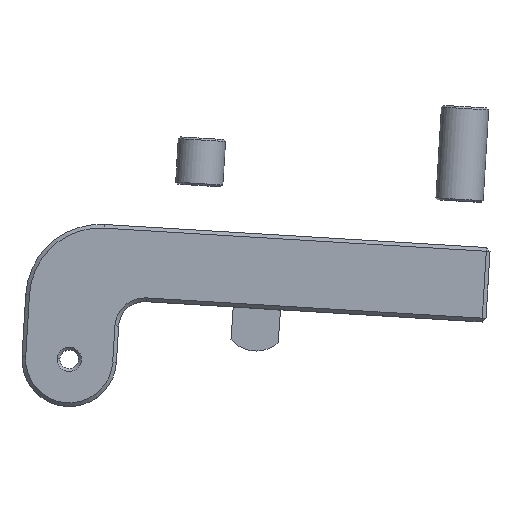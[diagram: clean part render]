
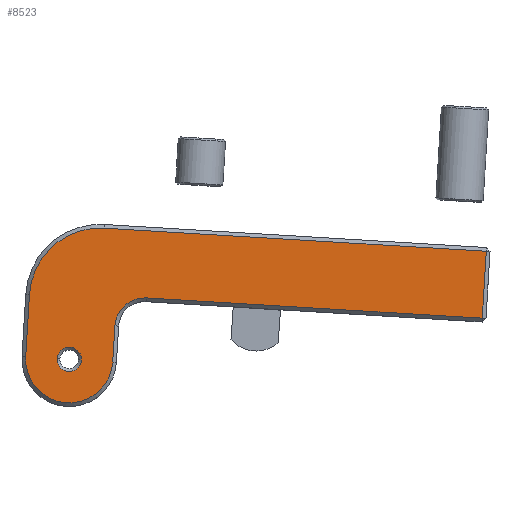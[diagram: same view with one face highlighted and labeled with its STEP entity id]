
A CAD part, top view. The second image highlights one B-rep face of the part: STEP entity #8523.
In plain terms, the highlighted planar face has unit normal (0, 0, 1).
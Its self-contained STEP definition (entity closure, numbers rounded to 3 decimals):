
#58 = CARTESIAN_POINT ( 'NONE',  ( 0., 0., 0. ) ) ;
#100 = DIRECTION ( 'NONE',  ( 0., 0., -1. ) ) ;
#156 = EDGE_CURVE ( 'NONE', #7173, #4346, #4596, .T. ) ;
#246 = ORIENTED_EDGE ( 'NONE', *, *, #3365, .T. ) ;
#359 = CARTESIAN_POINT ( 'NONE',  ( 110., 35.7, 0. ) ) ;
#416 = LINE ( 'NONE', #8815, #8903 ) ;
#426 = CARTESIAN_POINT ( 'NONE',  ( 11.7, 9.7, 0. ) ) ;
#487 = EDGE_CURVE ( 'NONE', #6697, #6775, #416, .T. ) ;
#602 = ORIENTED_EDGE ( 'NONE', *, *, #5382, .T. ) ;
#949 = CARTESIAN_POINT ( 'NONE',  ( -3.25, 0., 0. ) ) ;
#951 = CARTESIAN_POINT ( 'NONE',  ( 110., 0., 0. ) ) ;
#971 = EDGE_CURVE ( 'NONE', #6775, #1651, #3497, .T. ) ;
#1001 = DIRECTION ( 'NONE',  ( 0., 0., 1. ) ) ;
#1113 = EDGE_LOOP ( 'NONE', ( #4741, #8195 ) ) ;
#1160 = VERTEX_POINT ( 'NONE', #7873 ) ;
#1272 = ORIENTED_EDGE ( 'NONE', *, *, #3924, .T. ) ;
#1456 = PLANE ( 'NONE',  #1872 ) ;
#1647 = DIRECTION ( 'NONE',  ( 0., -1., 0. ) ) ;
#1651 = VERTEX_POINT ( 'NONE', #3104 ) ;
#1654 = CARTESIAN_POINT ( 'NONE',  ( 7.3, 35.7, 0. ) ) ;
#1666 = DIRECTION ( 'NONE',  ( -1., 0., 0. ) ) ;
#1872 = AXIS2_PLACEMENT_3D ( 'NONE', #7963, #8101, #2975 ) ;
#2445 = CIRCLE ( 'NONE', #6796, 19. ) ;
#2652 = LINE ( 'NONE', #6186, #8461 ) ;
#2958 = VERTEX_POINT ( 'NONE', #5772 ) ;
#2959 = CARTESIAN_POINT ( 'NONE',  ( 19.7, 9.7, 0. ) ) ;
#2975 = DIRECTION ( 'NONE',  ( 1., 0., 0. ) ) ;
#3014 = EDGE_CURVE ( 'NONE', #4410, #6697, #2445, .T. ) ;
#3094 = DIRECTION ( 'NONE',  ( 1., 0., 0. ) ) ;
#3100 = DIRECTION ( 'NONE',  ( 0., 1., 0. ) ) ;
#3104 = CARTESIAN_POINT ( 'NONE',  ( 11.7, 0., 0. ) ) ;
#3293 = ORIENTED_EDGE ( 'NONE', *, *, #6845, .T. ) ;
#3356 = VECTOR ( 'NONE', #7520, 1000. ) ;
#3365 = EDGE_CURVE ( 'NONE', #1651, #8250, #5181, .T. ) ;
#3366 = AXIS2_PLACEMENT_3D ( 'NONE', #4654, #1001, #3094 ) ;
#3497 = CIRCLE ( 'NONE', #6974, 11.7 ) ;
#3651 = ORIENTED_EDGE ( 'NONE', *, *, #3911, .T. ) ;
#3755 = FACE_BOUND ( 'NONE', #1113, .T. ) ;
#3911 = EDGE_CURVE ( 'NONE', #8863, #4410, #8834, .T. ) ;
#3924 = EDGE_CURVE ( 'NONE', #8250, #1160, #6070, .T. ) ;
#3984 = DIRECTION ( 'NONE',  ( 0., 0., 1. ) ) ;
#4346 = VERTEX_POINT ( 'NONE', #5825 ) ;
#4374 = CARTESIAN_POINT ( 'NONE',  ( 11.7, 9.7, 0. ) ) ;
#4409 = DIRECTION ( 'NONE',  ( 1., 0., 0. ) ) ;
#4410 = VERTEX_POINT ( 'NONE', #1654 ) ;
#4455 = CARTESIAN_POINT ( 'NONE',  ( -11.7, 0., 0. ) ) ;
#4476 = FACE_OUTER_BOUND ( 'NONE', #9278, .T. ) ;
#4596 = CIRCLE ( 'NONE', #7010, 3.25 ) ;
#4654 = CARTESIAN_POINT ( 'NONE',  ( 0., 0., 0. ) ) ;
#4699 = LINE ( 'NONE', #951, #3356 ) ;
#4741 = ORIENTED_EDGE ( 'NONE', *, *, #6953, .F. ) ;
#5021 = CIRCLE ( 'NONE', #3366, 3.25 ) ;
#5081 = CARTESIAN_POINT ( 'NONE',  ( 0., 35.7, 0. ) ) ;
#5181 = LINE ( 'NONE', #4374, #5453 ) ;
#5382 = EDGE_CURVE ( 'NONE', #1160, #2958, #2652, .T. ) ;
#5427 = ORIENTED_EDGE ( 'NONE', *, *, #971, .T. ) ;
#5453 = VECTOR ( 'NONE', #3100, 1000. ) ;
#5772 = CARTESIAN_POINT ( 'NONE',  ( 110., 17.7, 0. ) ) ;
#5825 = CARTESIAN_POINT ( 'NONE',  ( 3.25, 0., 0. ) ) ;
#5967 = ORIENTED_EDGE ( 'NONE', *, *, #487, .T. ) ;
#6070 = CIRCLE ( 'NONE', #7100, 8. ) ;
#6186 = CARTESIAN_POINT ( 'NONE',  ( 111., 17.7, 0. ) ) ;
#6324 = CARTESIAN_POINT ( 'NONE',  ( -11.7, 16.7, 0. ) ) ;
#6609 = DIRECTION ( 'NONE',  ( 1., 0., 0. ) ) ;
#6697 = VERTEX_POINT ( 'NONE', #6324 ) ;
#6775 = VERTEX_POINT ( 'NONE', #4455 ) ;
#6796 = AXIS2_PLACEMENT_3D ( 'NONE', #7884, #8024, #6609 ) ;
#6845 = EDGE_CURVE ( 'NONE', #2958, #8863, #4699, .T. ) ;
#6953 = EDGE_CURVE ( 'NONE', #4346, #7173, #5021, .T. ) ;
#6974 = AXIS2_PLACEMENT_3D ( 'NONE', #58, #8078, #7228 ) ;
#7010 = AXIS2_PLACEMENT_3D ( 'NONE', #7474, #3984, #8939 ) ;
#7035 = ORIENTED_EDGE ( 'NONE', *, *, #3014, .T. ) ;
#7100 = AXIS2_PLACEMENT_3D ( 'NONE', #2959, #100, #4409 ) ;
#7173 = VERTEX_POINT ( 'NONE', #949 ) ;
#7228 = DIRECTION ( 'NONE',  ( 1., 0., 0. ) ) ;
#7474 = CARTESIAN_POINT ( 'NONE',  ( 0., 0., 0. ) ) ;
#7520 = DIRECTION ( 'NONE',  ( 0., 1., 0. ) ) ;
#7873 = CARTESIAN_POINT ( 'NONE',  ( 19.7, 17.7, 0. ) ) ;
#7884 = CARTESIAN_POINT ( 'NONE',  ( 7.3, 16.7, 0. ) ) ;
#7963 = CARTESIAN_POINT ( 'NONE',  ( 0., 0., 0. ) ) ;
#8024 = DIRECTION ( 'NONE',  ( 0., 0., 1. ) ) ;
#8078 = DIRECTION ( 'NONE',  ( 0., 0., 1. ) ) ;
#8101 = DIRECTION ( 'NONE',  ( 0., 0., 1. ) ) ;
#8195 = ORIENTED_EDGE ( 'NONE', *, *, #156, .F. ) ;
#8250 = VERTEX_POINT ( 'NONE', #426 ) ;
#8461 = VECTOR ( 'NONE', #9052, 1000. ) ;
#8523 = ADVANCED_FACE ( 'NONE', ( #4476, #3755 ), #1456, .T. ) ;
#8815 = CARTESIAN_POINT ( 'NONE',  ( -11.7, 0., 0. ) ) ;
#8834 = LINE ( 'NONE', #5081, #8886 ) ;
#8863 = VERTEX_POINT ( 'NONE', #359 ) ;
#8886 = VECTOR ( 'NONE', #1666, 1000. ) ;
#8903 = VECTOR ( 'NONE', #1647, 1000. ) ;
#8939 = DIRECTION ( 'NONE',  ( 1., 0., 0. ) ) ;
#9052 = DIRECTION ( 'NONE',  ( 1., 0., 0. ) ) ;
#9278 = EDGE_LOOP ( 'NONE', ( #3293, #3651, #7035, #5967, #5427, #246, #1272, #602 ) ) ;
